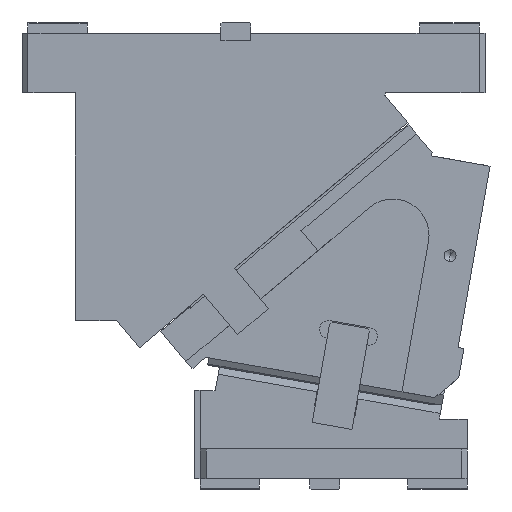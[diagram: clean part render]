
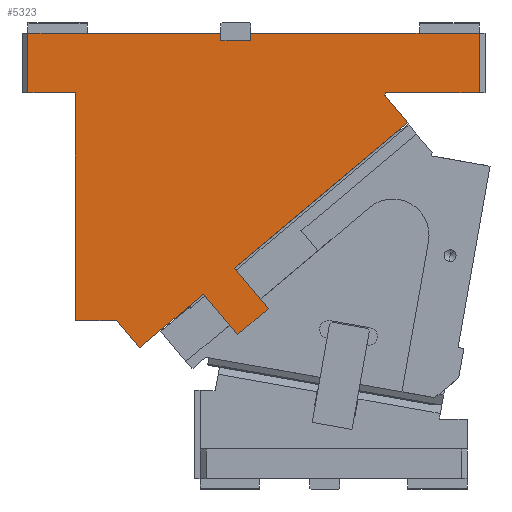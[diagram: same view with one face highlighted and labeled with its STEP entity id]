
A CAD part, front view. The second image highlights one B-rep face of the part: STEP entity #5323.
In plain terms, the highlighted planar face has unit normal (0, -1, 0).
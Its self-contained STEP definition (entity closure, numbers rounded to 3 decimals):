
#270=CARTESIAN_POINT('Vertex',(45.,-150.,-50.)) ;
#273=CARTESIAN_POINT('Line Origine',(25.,-150.,-50.)) ;
#277=CARTESIAN_POINT('Vertex',(5.,-150.,-50.)) ;
#702=CARTESIAN_POINT('Vertex',(5.,-150.,0.)) ;
#705=CARTESIAN_POINT('Line Origine',(86.25,-150.,0.)) ;
#709=CARTESIAN_POINT('Vertex',(167.5,-150.,0.)) ;
#807=CARTESIAN_POINT('Line Origine',(5.,-150.,-25.)) ;
#1968=CARTESIAN_POINT('Vertex',(385.,-150.,0.)) ;
#1971=CARTESIAN_POINT('Line Origine',(385.,-150.,-25.)) ;
#1975=CARTESIAN_POINT('Vertex',(385.,-150.,-50.)) ;
#2298=CARTESIAN_POINT('Vertex',(181.525,-150.,-253.641)) ;
#2301=CARTESIAN_POINT('Line Origine',(167.222,-150.,-236.596)) ;
#2305=CARTESIAN_POINT('Vertex',(152.92,-150.,-219.552)) ;
#2355=CARTESIAN_POINT('Vertex',(207.57,-150.,-231.786)) ;
#2358=CARTESIAN_POINT('Line Origine',(194.547,-150.,-242.713)) ;
#2379=CARTESIAN_POINT('Vertex',(178.966,-150.,-197.697)) ;
#2382=CARTESIAN_POINT('Line Origine',(193.268,-150.,-214.741)) ;
#2405=CARTESIAN_POINT('Vertex',(324.897,-150.,-75.246)) ;
#2421=CARTESIAN_POINT('Vertex',(305.614,-150.,-52.264)) ;
#2424=CARTESIAN_POINT('Line Origine',(315.256,-150.,-63.755)) ;
#2969=CARTESIAN_POINT('Line Origine',(251.932,-150.,-136.471)) ;
#2974=CARTESIAN_POINT('Line Origine',(144.302,-150.,-226.783)) ;
#2978=CARTESIAN_POINT('Vertex',(135.684,-150.,-234.014)) ;
#2981=CARTESIAN_POINT('Line Origine',(117.299,-150.,-249.441)) ;
#2985=CARTESIAN_POINT('Vertex',(98.914,-150.,-264.868)) ;
#4022=CARTESIAN_POINT('Vertex',(79.496,-150.,-242.)) ;
#4025=CARTESIAN_POINT('Line Origine',(62.248,-150.,-242.)) ;
#4029=CARTESIAN_POINT('Vertex',(45.,-150.,-242.)) ;
#4610=CARTESIAN_POINT('Vertex',(79.631,-150.,-241.887)) ;
#4613=CARTESIAN_POINT('Line Origine',(79.563,-150.,-241.943)) ;
#4642=CARTESIAN_POINT('Line Origine',(89.273,-150.,-253.377)) ;
#4749=CARTESIAN_POINT('Vertex',(306.,-150.,-51.94)) ;
#4752=CARTESIAN_POINT('Line Origine',(305.807,-150.,-52.102)) ;
#4781=CARTESIAN_POINT('Vertex',(306.,-150.,-50.)) ;
#4784=CARTESIAN_POINT('Line Origine',(306.,-150.,-50.97)) ;
#4806=CARTESIAN_POINT('Line Origine',(345.5,-150.,-50.)) ;
#4965=CARTESIAN_POINT('Vertex',(192.5,-150.,0.)) ;
#4968=CARTESIAN_POINT('Line Origine',(288.75,-150.,0.)) ;
#5257=CARTESIAN_POINT('Line Origine',(45.,-150.,-146.)) ;
#5275=CARTESIAN_POINT('Axis2P3D Location',(0.,-150.,0.)) ;
#5280=CARTESIAN_POINT('Line Origine',(167.5,-150.,-3.)) ;
#5284=CARTESIAN_POINT('Vertex',(167.5,-150.,-6.)) ;
#5287=CARTESIAN_POINT('Line Origine',(192.5,-150.,-3.)) ;
#5291=CARTESIAN_POINT('Vertex',(192.5,-150.,-6.)) ;
#5294=CARTESIAN_POINT('Line Origine',(180.,-150.,-6.)) ;
#274=DIRECTION('Vector Direction',(1.,0.,0.)) ;
#706=DIRECTION('Vector Direction',(1.,0.,0.)) ;
#808=DIRECTION('Vector Direction',(0.,0.,-1.)) ;
#1972=DIRECTION('Vector Direction',(0.,0.,1.)) ;
#2302=DIRECTION('Vector Direction',(-0.643,0.,0.766)) ;
#2359=DIRECTION('Vector Direction',(0.766,0.,0.643)) ;
#2383=DIRECTION('Vector Direction',(-0.643,0.,0.766)) ;
#2425=DIRECTION('Vector Direction',(0.643,0.,-0.766)) ;
#2970=DIRECTION('Vector Direction',(-0.766,0.,-0.643)) ;
#2975=DIRECTION('Vector Direction',(-0.766,0.,-0.643)) ;
#2982=DIRECTION('Vector Direction',(0.766,0.,0.643)) ;
#4026=DIRECTION('Vector Direction',(-1.,0.,0.)) ;
#4614=DIRECTION('Vector Direction',(-0.766,0.,-0.643)) ;
#4643=DIRECTION('Vector Direction',(-0.643,0.,0.766)) ;
#4753=DIRECTION('Vector Direction',(-0.766,0.,-0.643)) ;
#4785=DIRECTION('Vector Direction',(0.,0.,-1.)) ;
#4807=DIRECTION('Vector Direction',(-1.,0.,0.)) ;
#4969=DIRECTION('Vector Direction',(1.,0.,0.)) ;
#5258=DIRECTION('Vector Direction',(0.,0.,-1.)) ;
#5276=DIRECTION('Axis2P3D Direction',(0.,1.,0.)) ;
#5277=DIRECTION('Axis2P3D XDirection',(0.,0.,1.)) ;
#5281=DIRECTION('Vector Direction',(0.,0.,1.)) ;
#5288=DIRECTION('Vector Direction',(0.,0.,-1.)) ;
#5295=DIRECTION('Vector Direction',(1.,0.,0.)) ;
#5278=AXIS2_PLACEMENT_3D('Plane Axis2P3D',#5275,#5276,#5277) ;
#5300=ORIENTED_EDGE('',*,*,#5286,.T.) ;
#5301=ORIENTED_EDGE('',*,*,#711,.F.) ;
#5302=ORIENTED_EDGE('',*,*,#811,.T.) ;
#5303=ORIENTED_EDGE('',*,*,#279,.T.) ;
#5304=ORIENTED_EDGE('',*,*,#5261,.T.) ;
#5305=ORIENTED_EDGE('',*,*,#4031,.F.) ;
#5306=ORIENTED_EDGE('',*,*,#4617,.F.) ;
#5307=ORIENTED_EDGE('',*,*,#4646,.T.) ;
#5308=ORIENTED_EDGE('',*,*,#2987,.T.) ;
#5309=ORIENTED_EDGE('',*,*,#2980,.T.) ;
#5310=ORIENTED_EDGE('',*,*,#2307,.F.) ;
#5311=ORIENTED_EDGE('',*,*,#2362,.T.) ;
#5312=ORIENTED_EDGE('',*,*,#2386,.T.) ;
#5313=ORIENTED_EDGE('',*,*,#2973,.T.) ;
#5314=ORIENTED_EDGE('',*,*,#2428,.T.) ;
#5315=ORIENTED_EDGE('',*,*,#4756,.F.) ;
#5316=ORIENTED_EDGE('',*,*,#4788,.F.) ;
#5317=ORIENTED_EDGE('',*,*,#4810,.F.) ;
#5318=ORIENTED_EDGE('',*,*,#1977,.T.) ;
#5319=ORIENTED_EDGE('',*,*,#4972,.F.) ;
#5320=ORIENTED_EDGE('',*,*,#5293,.T.) ;
#5321=ORIENTED_EDGE('',*,*,#5298,.F.) ;
#275=VECTOR('Line Direction',#274,1.) ;
#707=VECTOR('Line Direction',#706,1.) ;
#809=VECTOR('Line Direction',#808,1.) ;
#1973=VECTOR('Line Direction',#1972,1.) ;
#2303=VECTOR('Line Direction',#2302,1.) ;
#2360=VECTOR('Line Direction',#2359,1.) ;
#2384=VECTOR('Line Direction',#2383,1.) ;
#2426=VECTOR('Line Direction',#2425,1.) ;
#2971=VECTOR('Line Direction',#2970,1.) ;
#2976=VECTOR('Line Direction',#2975,1.) ;
#2983=VECTOR('Line Direction',#2982,1.) ;
#4027=VECTOR('Line Direction',#4026,1.) ;
#4615=VECTOR('Line Direction',#4614,1.) ;
#4644=VECTOR('Line Direction',#4643,1.) ;
#4754=VECTOR('Line Direction',#4753,1.) ;
#4786=VECTOR('Line Direction',#4785,1.) ;
#4808=VECTOR('Line Direction',#4807,1.) ;
#4970=VECTOR('Line Direction',#4969,1.) ;
#5259=VECTOR('Line Direction',#5258,1.) ;
#5282=VECTOR('Line Direction',#5281,1.) ;
#5289=VECTOR('Line Direction',#5288,1.) ;
#5296=VECTOR('Line Direction',#5295,1.) ;
#5323=ADVANCED_FACE('CAM HOLDER',(#5322),#5279,.F.) ;
#279=EDGE_CURVE('',#278,#271,#276,.T.) ;
#711=EDGE_CURVE('',#703,#710,#708,.T.) ;
#811=EDGE_CURVE('',#703,#278,#810,.T.) ;
#1977=EDGE_CURVE('',#1976,#1969,#1974,.T.) ;
#2307=EDGE_CURVE('',#2299,#2306,#2304,.T.) ;
#2362=EDGE_CURVE('',#2299,#2356,#2361,.T.) ;
#2386=EDGE_CURVE('',#2356,#2380,#2385,.T.) ;
#2428=EDGE_CURVE('',#2406,#2422,#2427,.F.) ;
#2973=EDGE_CURVE('',#2380,#2406,#2972,.F.) ;
#2980=EDGE_CURVE('',#2979,#2306,#2977,.F.) ;
#2987=EDGE_CURVE('',#2986,#2979,#2984,.T.) ;
#4031=EDGE_CURVE('',#4023,#4030,#4028,.T.) ;
#4617=EDGE_CURVE('',#4611,#4023,#4616,.T.) ;
#4646=EDGE_CURVE('',#4611,#2986,#4645,.F.) ;
#4756=EDGE_CURVE('',#4750,#2422,#4755,.T.) ;
#4788=EDGE_CURVE('',#4782,#4750,#4787,.T.) ;
#4810=EDGE_CURVE('',#1976,#4782,#4809,.T.) ;
#4972=EDGE_CURVE('',#4966,#1969,#4971,.T.) ;
#5261=EDGE_CURVE('',#271,#4030,#5260,.T.) ;
#5286=EDGE_CURVE('',#5285,#710,#5283,.T.) ;
#5293=EDGE_CURVE('',#4966,#5292,#5290,.T.) ;
#5298=EDGE_CURVE('',#5285,#5292,#5297,.T.) ;
#5299=EDGE_LOOP('',(#5300,#5301,#5302,#5303,#5304,#5305,#5306,#5307,#5308,#5309,#5310,#5311,#5312,#5313,#5314,#5315,#5316,#5317,#5318,#5319,#5320,#5321)) ;
#5322=FACE_OUTER_BOUND('',#5299,.T.) ;
#276=LINE('Line',#273,#275) ;
#708=LINE('Line',#705,#707) ;
#810=LINE('Line',#807,#809) ;
#1974=LINE('Line',#1971,#1973) ;
#2304=LINE('Line',#2301,#2303) ;
#2361=LINE('Line',#2358,#2360) ;
#2385=LINE('Line',#2382,#2384) ;
#2427=LINE('Line',#2424,#2426) ;
#2972=LINE('Line',#2969,#2971) ;
#2977=LINE('Line',#2974,#2976) ;
#2984=LINE('Line',#2981,#2983) ;
#4028=LINE('Line',#4025,#4027) ;
#4616=LINE('Line',#4613,#4615) ;
#4645=LINE('Line',#4642,#4644) ;
#4755=LINE('Line',#4752,#4754) ;
#4787=LINE('Line',#4784,#4786) ;
#4809=LINE('Line',#4806,#4808) ;
#4971=LINE('Line',#4968,#4970) ;
#5260=LINE('Line',#5257,#5259) ;
#5283=LINE('Line',#5280,#5282) ;
#5290=LINE('Line',#5287,#5289) ;
#5297=LINE('Line',#5294,#5296) ;
#5279=PLANE('Plane',#5278) ;
#271=VERTEX_POINT('',#270) ;
#278=VERTEX_POINT('',#277) ;
#703=VERTEX_POINT('',#702) ;
#710=VERTEX_POINT('',#709) ;
#1969=VERTEX_POINT('',#1968) ;
#1976=VERTEX_POINT('',#1975) ;
#2299=VERTEX_POINT('',#2298) ;
#2306=VERTEX_POINT('',#2305) ;
#2356=VERTEX_POINT('',#2355) ;
#2380=VERTEX_POINT('',#2379) ;
#2406=VERTEX_POINT('',#2405) ;
#2422=VERTEX_POINT('',#2421) ;
#2979=VERTEX_POINT('',#2978) ;
#2986=VERTEX_POINT('',#2985) ;
#4023=VERTEX_POINT('',#4022) ;
#4030=VERTEX_POINT('',#4029) ;
#4611=VERTEX_POINT('',#4610) ;
#4750=VERTEX_POINT('',#4749) ;
#4782=VERTEX_POINT('',#4781) ;
#4966=VERTEX_POINT('',#4965) ;
#5285=VERTEX_POINT('',#5284) ;
#5292=VERTEX_POINT('',#5291) ;
